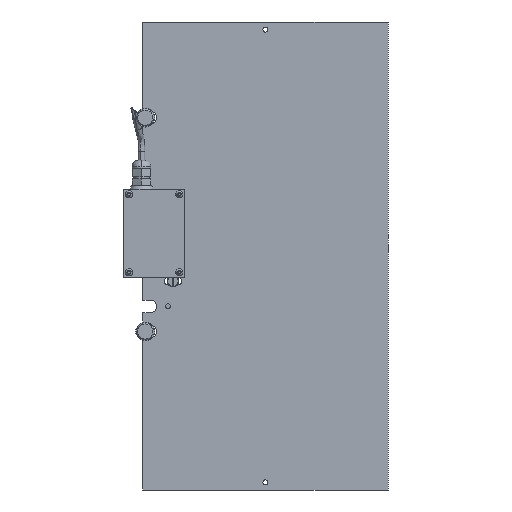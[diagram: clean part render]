
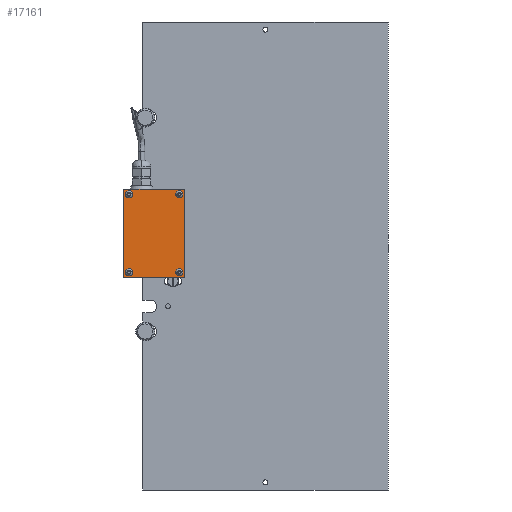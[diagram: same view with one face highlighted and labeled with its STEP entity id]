
A CAD part, front view. The second image highlights one B-rep face of the part: STEP entity #17161.
In plain terms, the highlighted planar face has unit normal (0, -1, 0).
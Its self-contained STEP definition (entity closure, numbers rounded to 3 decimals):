
#50 = EDGE_CURVE ( 'NONE', #11685, #13630, #16435, .T. ) ;
#100 = VECTOR ( 'NONE', #964, 1000. ) ;
#117 = FACE_OUTER_BOUND ( 'NONE', #19192, .T. ) ;
#197 = EDGE_LOOP ( 'NONE', ( #6292, #13258 ) ) ;
#434 = CARTESIAN_POINT ( 'NONE',  ( 20., 0., -31. ) ) ;
#902 = CARTESIAN_POINT ( 'NONE',  ( -20., 0., 31. ) ) ;
#964 = DIRECTION ( 'NONE',  ( -1., 0., 0. ) ) ;
#1328 = CIRCLE ( 'NONE', #12209, 1.8 ) ;
#1428 = DIRECTION ( 'NONE',  ( 0., -1., 0. ) ) ;
#1430 = LINE ( 'NONE', #10466, #5010 ) ;
#1562 = FACE_BOUND ( 'NONE', #7291, .T. ) ;
#1793 = DIRECTION ( 'NONE',  ( 0., -1., 0. ) ) ;
#1956 = DIRECTION ( 'NONE',  ( 0., -1., 0. ) ) ;
#2471 = CARTESIAN_POINT ( 'NONE',  ( 20., 0., -32.8 ) ) ;
#2562 = CARTESIAN_POINT ( 'NONE',  ( -20., 0., 29.2 ) ) ;
#2842 = EDGE_CURVE ( 'NONE', #5631, #16820, #12198, .T. ) ;
#2847 = CARTESIAN_POINT ( 'NONE',  ( 20., 0., 31. ) ) ;
#2850 = AXIS2_PLACEMENT_3D ( 'NONE', #3991, #14343, #15878 ) ;
#2870 = DIRECTION ( 'NONE',  ( 0., 0., -1. ) ) ;
#2994 = CIRCLE ( 'NONE', #15744, 1.8 ) ;
#3493 = VERTEX_POINT ( 'NONE', #10982 ) ;
#3927 = CARTESIAN_POINT ( 'NONE',  ( -20., 0., 32.8 ) ) ;
#3991 = CARTESIAN_POINT ( 'NONE',  ( -20., 0., -31. ) ) ;
#4035 = CARTESIAN_POINT ( 'NONE',  ( -24., 0., 35. ) ) ;
#4472 = FACE_BOUND ( 'NONE', #9062, .T. ) ;
#4587 = DIRECTION ( 'NONE',  ( 0., -1., 0. ) ) ;
#4657 = VERTEX_POINT ( 'NONE', #14581 ) ;
#4815 = DIRECTION ( 'NONE',  ( 0., 0., -1. ) ) ;
#4855 = ORIENTED_EDGE ( 'NONE', *, *, #8030, .F. ) ;
#4869 = VERTEX_POINT ( 'NONE', #18057 ) ;
#5010 = VECTOR ( 'NONE', #10174, 1000. ) ;
#5105 = ORIENTED_EDGE ( 'NONE', *, *, #13886, .F. ) ;
#5489 = EDGE_CURVE ( 'NONE', #7411, #16622, #17409, .T. ) ;
#5631 = VERTEX_POINT ( 'NONE', #12942 ) ;
#5830 = ORIENTED_EDGE ( 'NONE', *, *, #17281, .F. ) ;
#6099 = ORIENTED_EDGE ( 'NONE', *, *, #11933, .F. ) ;
#6124 = EDGE_CURVE ( 'NONE', #4869, #18855, #1430, .T. ) ;
#6129 = DIRECTION ( 'NONE',  ( 0., 0., -1. ) ) ;
#6292 = ORIENTED_EDGE ( 'NONE', *, *, #13409, .F. ) ;
#6338 = ORIENTED_EDGE ( 'NONE', *, *, #2842, .F. ) ;
#6376 = ORIENTED_EDGE ( 'NONE', *, *, #14689, .F. ) ;
#6759 = CARTESIAN_POINT ( 'NONE',  ( 20., 0., 31. ) ) ;
#6821 = EDGE_CURVE ( 'NONE', #15138, #4657, #18346, .T. ) ;
#6926 = CIRCLE ( 'NONE', #15310, 1.8 ) ;
#6993 = DIRECTION ( 'NONE',  ( 1., 0., 0. ) ) ;
#7291 = EDGE_LOOP ( 'NONE', ( #6376, #5105 ) ) ;
#7411 = VERTEX_POINT ( 'NONE', #3927 ) ;
#7504 = FACE_BOUND ( 'NONE', #197, .T. ) ;
#8030 = EDGE_CURVE ( 'NONE', #4657, #4869, #12854, .T. ) ;
#8122 = DIRECTION ( 'NONE',  ( 0., 0., -1. ) ) ;
#8335 = DIRECTION ( 'NONE',  ( 0., 0., -1. ) ) ;
#8688 = EDGE_LOOP ( 'NONE', ( #6099, #6338 ) ) ;
#9062 = EDGE_LOOP ( 'NONE', ( #19103, #11544 ) ) ;
#9146 = CARTESIAN_POINT ( 'NONE',  ( 0., 0., 0. ) ) ;
#9180 = CIRCLE ( 'NONE', #11047, 1.8 ) ;
#9432 = CARTESIAN_POINT ( 'NONE',  ( -24., 0., 35. ) ) ;
#9472 = DIRECTION ( 'NONE',  ( 0., 0., -1. ) ) ;
#9556 = CARTESIAN_POINT ( 'NONE',  ( 20., 0., -29.2 ) ) ;
#9978 = DIRECTION ( 'NONE',  ( 0., -1., 0. ) ) ;
#10174 = DIRECTION ( 'NONE',  ( 0., 0., 1. ) ) ;
#10338 = CARTESIAN_POINT ( 'NONE',  ( -20., 0., -32.8 ) ) ;
#10372 = CARTESIAN_POINT ( 'NONE',  ( -20., 0., 31. ) ) ;
#10414 = AXIS2_PLACEMENT_3D ( 'NONE', #10372, #1428, #2870 ) ;
#10466 = CARTESIAN_POINT ( 'NONE',  ( -24., 0., 35. ) ) ;
#10531 = DIRECTION ( 'NONE',  ( 0., 0., -1. ) ) ;
#10982 = CARTESIAN_POINT ( 'NONE',  ( 20., 0., 29.2 ) ) ;
#11047 = AXIS2_PLACEMENT_3D ( 'NONE', #2847, #4587, #10531 ) ;
#11134 = DIRECTION ( 'NONE',  ( 0., -1., 0. ) ) ;
#11544 = ORIENTED_EDGE ( 'NONE', *, *, #50, .F. ) ;
#11638 = CIRCLE ( 'NONE', #10414, 1.8 ) ;
#11685 = VERTEX_POINT ( 'NONE', #9556 ) ;
#11745 = VECTOR ( 'NONE', #6993, 1000. ) ;
#11851 = CARTESIAN_POINT ( 'NONE',  ( 20., 0., 32.8 ) ) ;
#11933 = EDGE_CURVE ( 'NONE', #16820, #5631, #1328, .T. ) ;
#12018 = EDGE_CURVE ( 'NONE', #13630, #11685, #6926, .T. ) ;
#12198 = CIRCLE ( 'NONE', #2850, 1.8 ) ;
#12209 = AXIS2_PLACEMENT_3D ( 'NONE', #18895, #14187, #14383 ) ;
#12356 = LINE ( 'NONE', #9432, #11745 ) ;
#12701 = DIRECTION ( 'NONE',  ( 0., -1., 0. ) ) ;
#12721 = AXIS2_PLACEMENT_3D ( 'NONE', #9146, #1956, #6129 ) ;
#12854 = LINE ( 'NONE', #18750, #100 ) ;
#12942 = CARTESIAN_POINT ( 'NONE',  ( -20., 0., -29.2 ) ) ;
#13258 = ORIENTED_EDGE ( 'NONE', *, *, #5489, .F. ) ;
#13409 = EDGE_CURVE ( 'NONE', #16622, #7411, #11638, .T. ) ;
#13450 = FACE_BOUND ( 'NONE', #8688, .T. ) ;
#13630 = VERTEX_POINT ( 'NONE', #2471 ) ;
#13724 = AXIS2_PLACEMENT_3D ( 'NONE', #902, #11134, #8122 ) ;
#13886 = EDGE_CURVE ( 'NONE', #18515, #3493, #9180, .T. ) ;
#14187 = DIRECTION ( 'NONE',  ( 0., -1., 0. ) ) ;
#14240 = CARTESIAN_POINT ( 'NONE',  ( 24., 0., 35. ) ) ;
#14343 = DIRECTION ( 'NONE',  ( 0., -1., 0. ) ) ;
#14383 = DIRECTION ( 'NONE',  ( 0., 0., -1. ) ) ;
#14581 = CARTESIAN_POINT ( 'NONE',  ( 24., 0., -35. ) ) ;
#14689 = EDGE_CURVE ( 'NONE', #3493, #18515, #2994, .T. ) ;
#14957 = VECTOR ( 'NONE', #16812, 1000. ) ;
#15138 = VERTEX_POINT ( 'NONE', #14240 ) ;
#15310 = AXIS2_PLACEMENT_3D ( 'NONE', #17173, #9978, #8335 ) ;
#15595 = ORIENTED_EDGE ( 'NONE', *, *, #6821, .F. ) ;
#15744 = AXIS2_PLACEMENT_3D ( 'NONE', #6759, #12701, #4815 ) ;
#15878 = DIRECTION ( 'NONE',  ( 0., 0., -1. ) ) ;
#16435 = CIRCLE ( 'NONE', #17657, 1.8 ) ;
#16622 = VERTEX_POINT ( 'NONE', #2562 ) ;
#16812 = DIRECTION ( 'NONE',  ( 0., 0., -1. ) ) ;
#16820 = VERTEX_POINT ( 'NONE', #10338 ) ;
#16997 = CARTESIAN_POINT ( 'NONE',  ( 24., 0., 35. ) ) ;
#17161 = ADVANCED_FACE ( 'NONE', ( #4472, #1562, #7504, #13450, #117 ), #18084, .T. ) ;
#17173 = CARTESIAN_POINT ( 'NONE',  ( 20., 0., -31. ) ) ;
#17281 = EDGE_CURVE ( 'NONE', #18855, #15138, #12356, .T. ) ;
#17409 = CIRCLE ( 'NONE', #13724, 1.8 ) ;
#17657 = AXIS2_PLACEMENT_3D ( 'NONE', #434, #1793, #9472 ) ;
#18057 = CARTESIAN_POINT ( 'NONE',  ( -24., 0., -35. ) ) ;
#18084 = PLANE ( 'NONE',  #12721 ) ;
#18346 = LINE ( 'NONE', #16997, #14957 ) ;
#18515 = VERTEX_POINT ( 'NONE', #11851 ) ;
#18750 = CARTESIAN_POINT ( 'NONE',  ( -24., 0., -35. ) ) ;
#18843 = ORIENTED_EDGE ( 'NONE', *, *, #6124, .F. ) ;
#18855 = VERTEX_POINT ( 'NONE', #4035 ) ;
#18895 = CARTESIAN_POINT ( 'NONE',  ( -20., 0., -31. ) ) ;
#19103 = ORIENTED_EDGE ( 'NONE', *, *, #12018, .F. ) ;
#19192 = EDGE_LOOP ( 'NONE', ( #15595, #5830, #18843, #4855 ) ) ;
